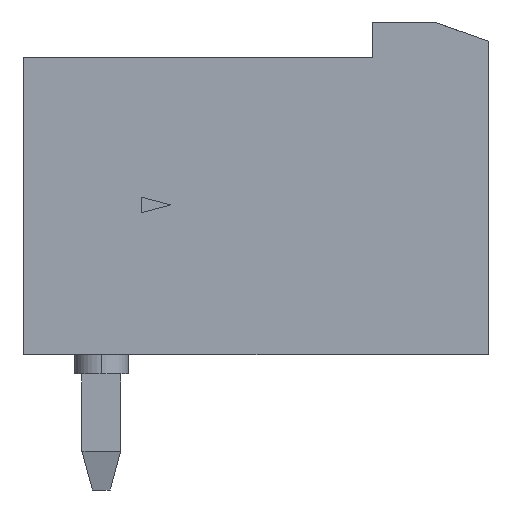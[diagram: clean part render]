
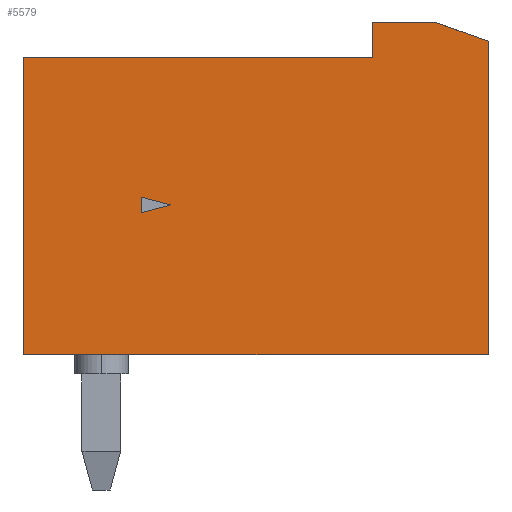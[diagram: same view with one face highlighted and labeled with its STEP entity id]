
A CAD part, left-side view. The second image highlights one B-rep face of the part: STEP entity #5579.
In plain terms, the highlighted planar face has unit normal (-1, 0, 0).
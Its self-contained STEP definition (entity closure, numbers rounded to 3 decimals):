
#5490=CARTESIAN_POINT('',(-21.32,2.6,-0.43));
#5491=DIRECTION('',(-1.0,0.0,0.0));
#5492=DIRECTION('',(0.0,-1.0,0.0));
#5493=AXIS2_PLACEMENT_3D('',#5490,#5491,#5492);
#5494=PLANE('',#5493);
#5495=CARTESIAN_POINT('',(-21.32,-10.,8.1));
#5496=VERTEX_POINT('',#5495);
#5497=CARTESIAN_POINT('',(-21.32,-10.,0.));
#5498=VERTEX_POINT('',#5497);
#5499=CARTESIAN_POINT('',(-21.32,-10.,8.1));
#5500=DIRECTION('',(0.0,0.0,-1.0));
#5501=VECTOR('',#5500,8.1);
#5502=LINE('',#5499,#5501);
#5503=EDGE_CURVE('',#5496,#5498,#5502,.T.);
#5504=ORIENTED_EDGE('',*,*,#5503,.F.);
#5505=CARTESIAN_POINT('',(-21.32,-8.626,8.6));
#5506=VERTEX_POINT('',#5505);
#5507=CARTESIAN_POINT('',(-21.32,-8.626,8.6));
#5508=DIRECTION('',(0.0,-0.94,-0.342));
#5509=VECTOR('',#5508,1.462);
#5510=LINE('',#5507,#5509);
#5511=EDGE_CURVE('',#5506,#5496,#5510,.T.);
#5512=ORIENTED_EDGE('',*,*,#5511,.F.);
#5513=CARTESIAN_POINT('',(-21.32,-7.,8.6));
#5514=VERTEX_POINT('',#5513);
#5515=CARTESIAN_POINT('',(-21.32,-7.,8.6));
#5516=DIRECTION('',(0.0,-1.0,0.0));
#5517=VECTOR('',#5516,1.626);
#5518=LINE('',#5515,#5517);
#5519=EDGE_CURVE('',#5514,#5506,#5518,.T.);
#5520=ORIENTED_EDGE('',*,*,#5519,.F.);
#5521=CARTESIAN_POINT('',(-21.32,-7.,7.67));
#5522=VERTEX_POINT('',#5521);
#5523=CARTESIAN_POINT('',(-21.32,-7.,7.67));
#5524=DIRECTION('',(0.0,0.0,1.0));
#5525=VECTOR('',#5524,0.93);
#5526=LINE('',#5523,#5525);
#5527=EDGE_CURVE('',#5522,#5514,#5526,.T.);
#5528=ORIENTED_EDGE('',*,*,#5527,.F.);
#5529=CARTESIAN_POINT('',(-21.32,2.,7.67));
#5530=VERTEX_POINT('',#5529);
#5531=CARTESIAN_POINT('',(-21.32,2.,7.67));
#5532=DIRECTION('',(0.0,-1.0,0.0));
#5533=VECTOR('',#5532,9.0);
#5534=LINE('',#5531,#5533);
#5535=EDGE_CURVE('',#5530,#5522,#5534,.T.);
#5536=ORIENTED_EDGE('',*,*,#5535,.F.);
#5537=CARTESIAN_POINT('',(-21.32,2.,0.));
#5538=VERTEX_POINT('',#5537);
#5539=CARTESIAN_POINT('',(-21.32,2.,7.67));
#5540=DIRECTION('',(0.0,0.0,-1.0));
#5541=VECTOR('',#5540,7.67);
#5542=LINE('',#5539,#5541);
#5543=EDGE_CURVE('',#5530,#5538,#5542,.T.);
#5544=ORIENTED_EDGE('',*,*,#5543,.T.);
#5545=CARTESIAN_POINT('',(-21.32,-10.,0.));
#5546=DIRECTION('',(0.0,1.0,0.0));
#5547=VECTOR('',#5546,12.0);
#5548=LINE('',#5545,#5547);
#5549=EDGE_CURVE('',#5498,#5538,#5548,.T.);
#5550=ORIENTED_EDGE('',*,*,#5549,.F.);
#5551=EDGE_LOOP('',(#5504,#5512,#5520,#5528,#5536,#5544,#5550));
#5552=FACE_OUTER_BOUND('',#5551,.T.);
#5553=CARTESIAN_POINT('',(-21.32,-1.05,4.071));
#5554=VERTEX_POINT('',#5553);
#5555=CARTESIAN_POINT('',(-21.32,-1.8,3.87));
#5556=VERTEX_POINT('',#5555);
#5557=CARTESIAN_POINT('',(-21.32,-1.05,4.071));
#5558=DIRECTION('',(0.0,-0.966,-0.259));
#5559=VECTOR('',#5558,0.776);
#5560=LINE('',#5557,#5559);
#5561=EDGE_CURVE('',#5554,#5556,#5560,.T.);
#5562=ORIENTED_EDGE('',*,*,#5561,.T.);
#5563=CARTESIAN_POINT('',(-21.32,-1.05,3.669));
#5564=VERTEX_POINT('',#5563);
#5565=CARTESIAN_POINT('',(-21.32,-1.8,3.87));
#5566=DIRECTION('',(0.0,0.966,-0.259));
#5567=VECTOR('',#5566,0.776);
#5568=LINE('',#5565,#5567);
#5569=EDGE_CURVE('',#5556,#5564,#5568,.T.);
#5570=ORIENTED_EDGE('',*,*,#5569,.T.);
#5571=CARTESIAN_POINT('',(-21.32,-1.05,3.669));
#5572=DIRECTION('',(0.0,0.0,1.0));
#5573=VECTOR('',#5572,0.402);
#5574=LINE('',#5571,#5573);
#5575=EDGE_CURVE('',#5564,#5554,#5574,.T.);
#5576=ORIENTED_EDGE('',*,*,#5575,.T.);
#5577=EDGE_LOOP('',(#5562,#5570,#5576));
#5578=FACE_BOUND('',#5577,.T.);
#5579=ADVANCED_FACE('',(#5552,#5578),#5494,.T.);
